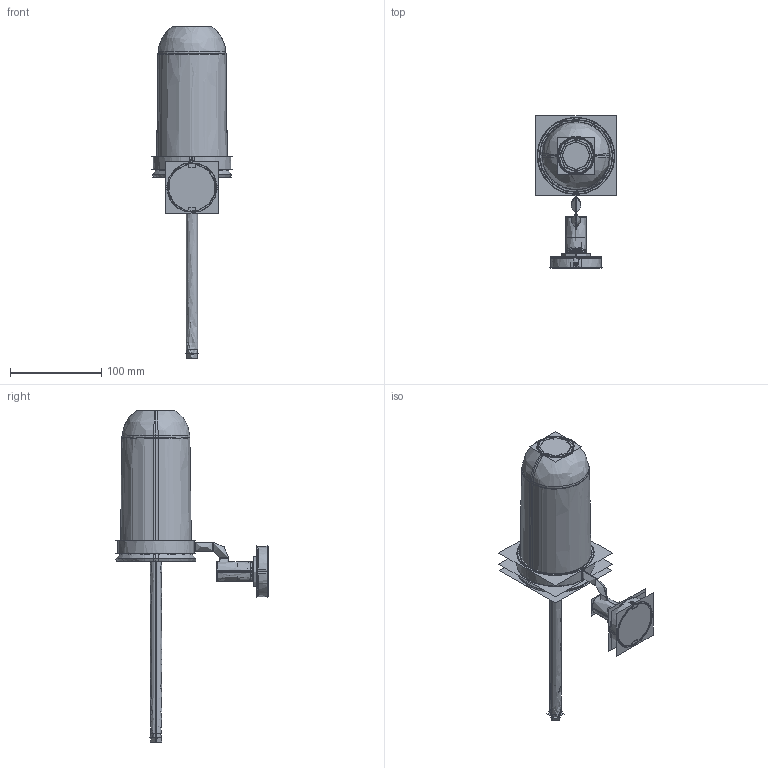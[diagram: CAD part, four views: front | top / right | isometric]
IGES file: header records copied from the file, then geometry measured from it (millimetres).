
Start section:  PTC IGES file: as20191-25-00_asm.igs
Global section: file name: as20191-25-00_asm.igs; native system: Creo Parametric by PTC Inc.; preprocessor: 2018420; author: yerenjin; organization: Unknown; date: 20201202.093036; units: millimetre
Bounding box: 87.82 x 166.82 x 363.7 mm (x, y, z)
Surface area: 469352.5 mm2 (no closed solid volume)
Topology: 0 solids, 0 shells, 1820 faces, 14239 edges, 20450 vertices
Faces by surface type: bspline 1820
